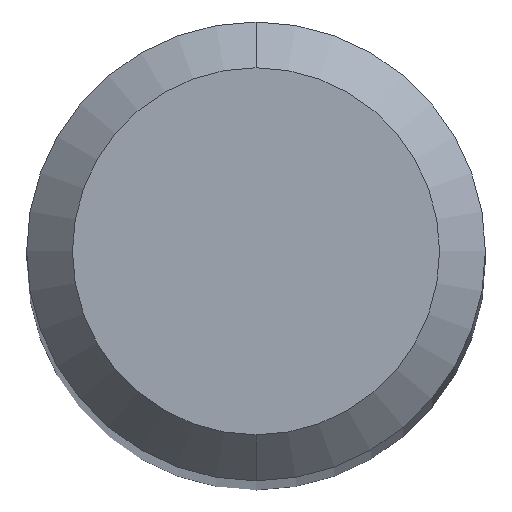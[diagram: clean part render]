
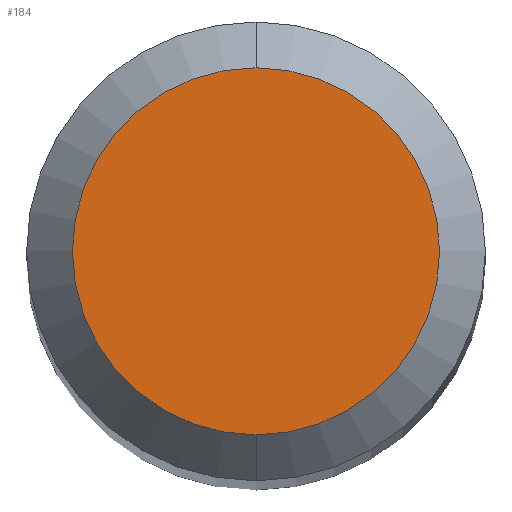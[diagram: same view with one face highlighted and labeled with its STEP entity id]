
A CAD part, top view. The second image highlights one B-rep face of the part: STEP entity #184.
In plain terms, the highlighted planar face has unit normal (0, 0, 1).
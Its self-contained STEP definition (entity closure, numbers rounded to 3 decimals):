
#108=VERTEX_POINT('',#249);
#114=VERTEX_POINT('',#255);
#128=EDGE_CURVE('',#114,#108,#269,.T.);
#184=ADVANCED_FACE('',(#333),#334,.T.);
#186=EDGE_CURVE('',#108,#114,#336,.T.);
#249=CARTESIAN_POINT('',(0.0,1.2,0.0));
#255=CARTESIAN_POINT('',(0.,-1.2,0.0));
#269=CIRCLE('',#428,1.2);
#333=FACE_OUTER_BOUND('',#504,.T.);
#334=PLANE('',#505);
#336=CIRCLE('',#508,1.2);
#428=AXIS2_PLACEMENT_3D('',#593,#594,#595);
#504=EDGE_LOOP('',(#670,#671));
#505=AXIS2_PLACEMENT_3D('',#672,#673,#674);
#508=AXIS2_PLACEMENT_3D('',#675,#676,#677);
#593=CARTESIAN_POINT('',(0.0,0.0,0.0));
#594=DIRECTION('',(0.0,0.0,-1.0));
#595=DIRECTION('',(0.0,1.0,0.0));
#670=ORIENTED_EDGE('',*,*,#186,.F.);
#671=ORIENTED_EDGE('',*,*,#128,.F.);
#672=CARTESIAN_POINT('',(0.0,0.6,0.0));
#673=DIRECTION('',(-0.0,0.0,1.0));
#674=DIRECTION('',(0.0,-1.0,0.0));
#675=CARTESIAN_POINT('',(0.0,0.0,0.0));
#676=DIRECTION('',(0.0,0.0,-1.0));
#677=DIRECTION('',(0.0,1.0,0.0));
